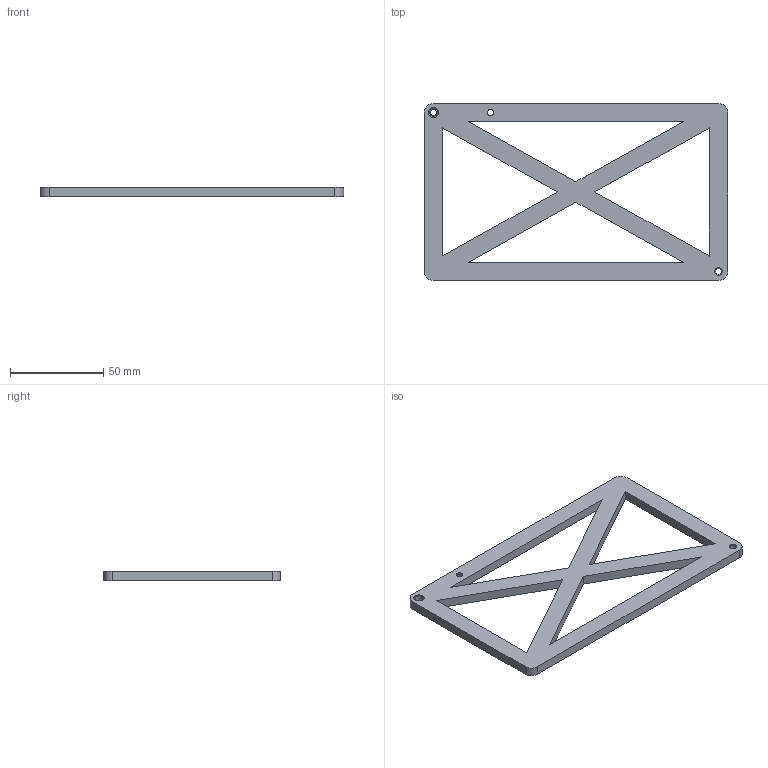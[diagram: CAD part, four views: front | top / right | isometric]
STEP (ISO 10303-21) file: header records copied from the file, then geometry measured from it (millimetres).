
FILE_DESCRIPTION(/* description */ (''),/* implementation_level */ '2;1');
FILE_NAME(/* name */ 'psu_mount_on_baseplate v1.step',/* time_stamp */ '2026-01-11T09:39:25-05:00',/* author */ (''),/* organization */ (''),/* preprocessor_version */ 'ST-DEVELOPER v20.1',/* originating_system */ 'Autodesk Translation Framework v14.21.0.0',/* authorisation */ '');
FILE_SCHEMA (('AUTOMOTIVE_DESIGN { 1 0 10303 214 3 1 1 }'));
Length unit declared in the file: millimetre
Products named in the file (1): psu_mount_on_baseplate
Bounding box: 162.2 x 94.7 x 5 mm (x, y, z)
Volume: 36980.3 mm3; surface area: 22093.2 mm2
Topology: 1 solids, 1 shells, 33 faces, 86 edges, 57 vertices
Faces by surface type: plane 20, cylinder 9, torus 4
Full cylindrical faces by diameter (mm): 3.3 x3, 4.7 x2
Entity records: 1071 total; most frequent: DIRECTION 183, CARTESIAN_POINT 177, ORIENTED_EDGE 172, EDGE_CURVE 86, AXIS2_PLACEMENT_3D 63, LINE 57, VECTOR 57, VERTEX_POINT 57
